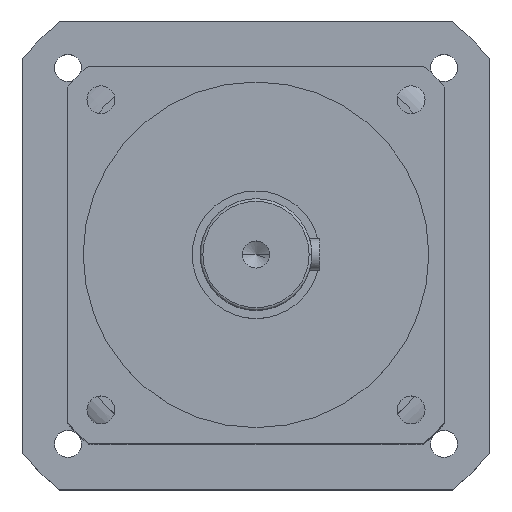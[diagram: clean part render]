
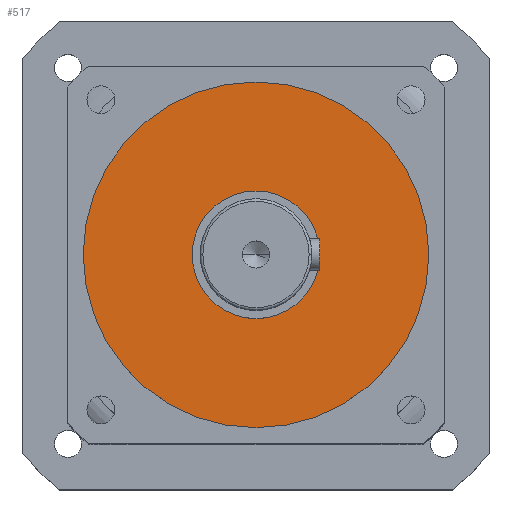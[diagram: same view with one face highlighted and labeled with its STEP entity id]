
A CAD part, top view. The second image highlights one B-rep face of the part: STEP entity #517.
In plain terms, the highlighted planar face has unit normal (0, 0, 1).
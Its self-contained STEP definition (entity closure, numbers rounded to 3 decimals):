
#70 = CIRCLE ( 'NONE', #10145, 65. ) ;
#356 = EDGE_CURVE ( 'NONE', #1404, #2235, #70, .T. ) ;
#517 = ADVANCED_FACE ( 'NONE', ( #4800, #4480 ), #13223, .F. ) ;
#1057 = CARTESIAN_POINT ( 'NONE',  ( 24., 0., -70. ) ) ;
#1221 = AXIS2_PLACEMENT_3D ( 'NONE', #10104, #4879, #12211 ) ;
#1404 = VERTEX_POINT ( 'NONE', #8126 ) ;
#1718 = CARTESIAN_POINT ( 'NONE',  ( 0., 0., -70. ) ) ;
#2235 = VERTEX_POINT ( 'NONE', #8203 ) ;
#2329 = CARTESIAN_POINT ( 'NONE',  ( -24., 0., -70. ) ) ;
#2417 = DIRECTION ( 'NONE',  ( 0., 0., 1. ) ) ;
#2686 = ORIENTED_EDGE ( 'NONE', *, *, #12034, .F. ) ;
#2799 = DIRECTION ( 'NONE',  ( 1., 0., 0. ) ) ;
#3623 = CARTESIAN_POINT ( 'NONE',  ( 0., 0., -70. ) ) ;
#3761 = ORIENTED_EDGE ( 'NONE', *, *, #356, .T. ) ;
#3984 = VERTEX_POINT ( 'NONE', #1057 ) ;
#4293 = EDGE_CURVE ( 'NONE', #12992, #3984, #9945, .T. ) ;
#4480 = FACE_OUTER_BOUND ( 'NONE', #6720, .T. ) ;
#4653 = DIRECTION ( 'NONE',  ( 1., 0., 0. ) ) ;
#4800 = FACE_BOUND ( 'NONE', #6736, .T. ) ;
#4879 = DIRECTION ( 'NONE',  ( 0., 0., -1. ) ) ;
#5304 = CARTESIAN_POINT ( 'NONE',  ( 0., 0., -70. ) ) ;
#6233 = CIRCLE ( 'NONE', #7933, 65. ) ;
#6347 = DIRECTION ( 'NONE',  ( 1., 0., 0. ) ) ;
#6720 = EDGE_LOOP ( 'NONE', ( #3761, #9827 ) ) ;
#6736 = EDGE_LOOP ( 'NONE', ( #2686, #11404 ) ) ;
#7666 = AXIS2_PLACEMENT_3D ( 'NONE', #1718, #9059, #2799 ) ;
#7933 = AXIS2_PLACEMENT_3D ( 'NONE', #5304, #12626, #6347 ) ;
#8126 = CARTESIAN_POINT ( 'NONE',  ( 65., 0., -70. ) ) ;
#8203 = CARTESIAN_POINT ( 'NONE',  ( -65., 0., -70. ) ) ;
#8663 = CARTESIAN_POINT ( 'NONE',  ( 0., 0., -70. ) ) ;
#9059 = DIRECTION ( 'NONE',  ( 0., 0., 1. ) ) ;
#9689 = CIRCLE ( 'NONE', #7666, 24. ) ;
#9701 = DIRECTION ( 'NONE',  ( 1., 0., 0. ) ) ;
#9827 = ORIENTED_EDGE ( 'NONE', *, *, #13504, .T. ) ;
#9945 = CIRCLE ( 'NONE', #11668, 24. ) ;
#10104 = CARTESIAN_POINT ( 'NONE',  ( 0., 65., -70. ) ) ;
#10145 = AXIS2_PLACEMENT_3D ( 'NONE', #8663, #2417, #9701 ) ;
#10938 = DIRECTION ( 'NONE',  ( 0., 0., 1. ) ) ;
#11404 = ORIENTED_EDGE ( 'NONE', *, *, #4293, .F. ) ;
#11668 = AXIS2_PLACEMENT_3D ( 'NONE', #3623, #10938, #4653 ) ;
#12034 = EDGE_CURVE ( 'NONE', #3984, #12992, #9689, .T. ) ;
#12211 = DIRECTION ( 'NONE',  ( -1., 0., 0. ) ) ;
#12626 = DIRECTION ( 'NONE',  ( 0., 0., 1. ) ) ;
#12992 = VERTEX_POINT ( 'NONE', #2329 ) ;
#13223 = PLANE ( 'NONE',  #1221 ) ;
#13504 = EDGE_CURVE ( 'NONE', #2235, #1404, #6233, .T. ) ;
